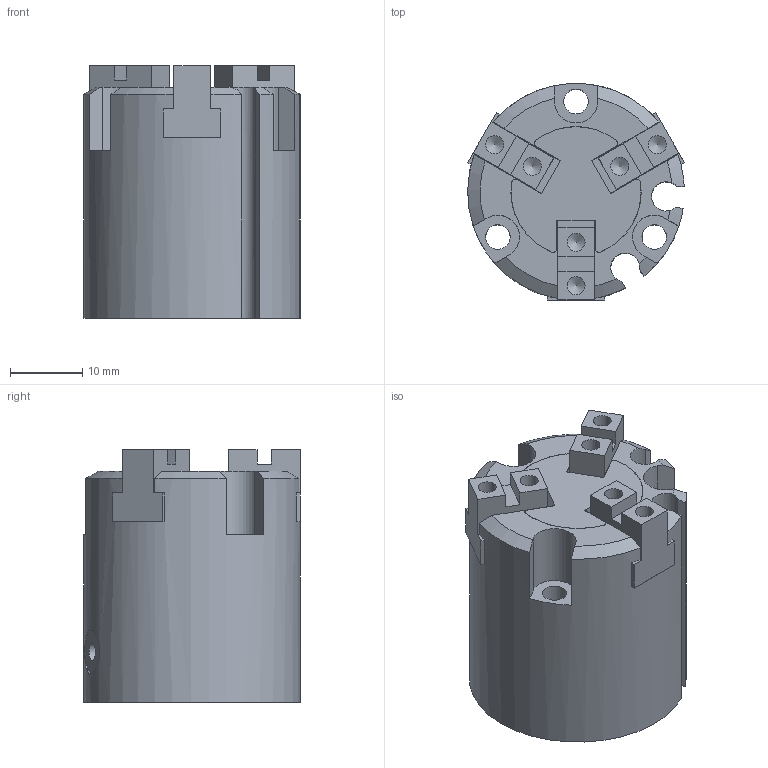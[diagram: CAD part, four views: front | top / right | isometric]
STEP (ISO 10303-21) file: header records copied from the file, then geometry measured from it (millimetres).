
FILE_DESCRIPTION(/* description */ (' '),/* implementation_level */ '2;1');
FILE_NAME(/* name */ 'YMP50-16.stp',/* time_stamp */ '2016-02-15T11:30:52+01:00',/* author */ ('Boceda'),/* organization */ (''),/* preprocessor_version */ 'ST-DEVELOPER v16.1',/* originating_system */ 'Autodesk Inventor 2016',/* authorisation */ '');
FILE_SCHEMA (('AUTOMOTIVE_DESIGN { 1 0 10303 214 3 1 1 }'));
Length unit declared in the file: millimetre
Products named in the file (1): YMP50-16
Bounding box: 29.99 x 30 x 35 mm (x, y, z)
Volume: 19829.7 mm3; surface area: 7379.9 mm2
Topology: 1 solids, 1 shells, 167 faces, 459 edges, 301 vertices
Faces by surface type: plane 99, cylinder 49, cone 19
Full cylindrical faces by diameter (mm): 1 x2, 2 x1, 2.5 x11, 3.4 x3, 17 x1
Entity records: 5185 total; most frequent: CARTESIAN_POINT 1015, DIRECTION 855, ORIENTED_EDGE 840, EDGE_CURVE 420, VERTEX_POINT 291, AXIS2_PLACEMENT_3D 291, LINE 273, VECTOR 273
